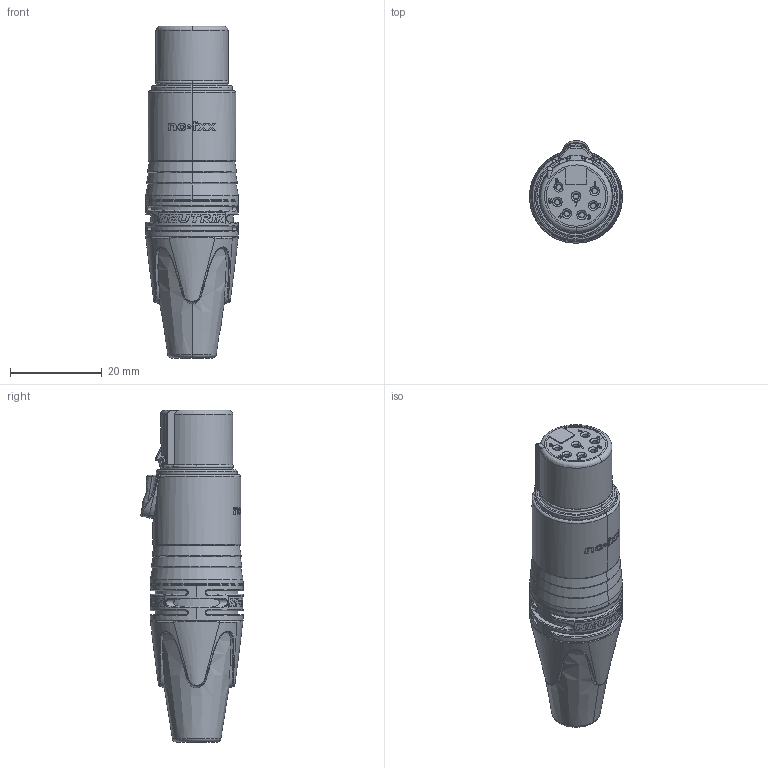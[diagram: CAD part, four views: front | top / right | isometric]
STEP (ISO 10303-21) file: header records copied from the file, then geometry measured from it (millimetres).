
FILE_DESCRIPTION((''),'2;1');
FILE_NAME('30010472','2024-06-24T10:01:52',('phk'),(''),'CREO PARAMETRIC BY PTC INC, 2023424','CREO PARAMETRIC BY PTC INC, 2023424','');
FILE_SCHEMA(('AUTOMOTIVE_DESIGN { 1 0 10303 214 1 1 1 1 }'));
Products named in the file (1): 30010472
Bounding box: 20.33 x 22.36 x 72.5 mm (x, y, z)
Volume: 17134.4 mm3; surface area: 5242.9 mm2
Topology: 1 solids, 1 shells, 1155 faces, 3088 edges, 1992 vertices
Faces by surface type: plane 571, bspline 205, cylinder 155, extrusion 112, torus 68, cone 35, sphere 7, revolution 2
Entity records: 60802 total; most frequent: CARTESIAN_POINT 25379, ORIENTED_EDGE 6158, DIRECTION 4668, EDGE_CURVE 3079, VERTEX_POINT 1976, VECTOR 1644, LINE 1532, AXIS2_PLACEMENT_3D 1511
